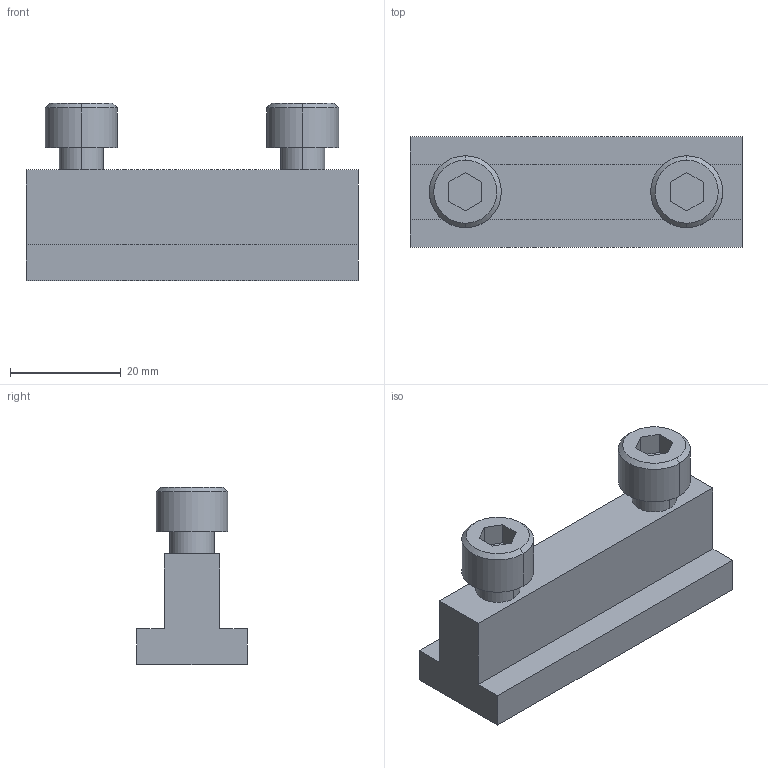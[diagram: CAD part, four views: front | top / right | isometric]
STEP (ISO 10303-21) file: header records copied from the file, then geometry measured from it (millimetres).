
FILE_DESCRIPTION(('Creo Elements/Direct Modeling STEP Export'),'2;1');
FILE_NAME('55.0043_Profilparallelverbinder-MMS-55_schwere_Ausführung.stp','2022-03-21T 8:06:12',(''),(''),'PTC Creo Elements/Direct Modeling STEP processor for AP214 (Solid Model)','PTC Creo Elements/Direct Modeling 19.0C 15-Aug-2015 (C) Parametric Technology GmbH','');
FILE_SCHEMA(('AUTOMOTIVE_DESIGN { 1 0 10303 214 1 1 1 1 }'));
Length unit declared in the file: millimetre
Products named in the file (3): Profilparallelverbinder-MMS-55_60x20x20-2xM8_96.4140_PX175945; Zylinderschraube-DIN912_M8x16-8.8-verz_10988_PX174500; Profilparallelverbinder-MMS-55_schwere_Ausführung_55.0043_PX175947
Assembly tree (3 placements, depth 2):
  Profilparallelverbinder-MMS-55_schwere_Ausführung_55.0043_PX175947
    Zylinderschraube-DIN912_M8x16-8.8-verz_10988_PX174500  x2
    Profilparallelverbinder-MMS-55_60x20x20-2xM8_96.4140_PX175945
Bounding box: 60 x 20 x 32 mm (x, y, z)
Volume: 17887.1 mm3; surface area: 8114.6 mm2
Topology: 3 solids, 3 shells, 58 faces, 128 edges, 80 vertices
Faces by surface type: plane 30, cone 16, cylinder 12
Entity records: 1175 total; most frequent: ORIENTED_EDGE 180, DIRECTION 178, CARTESIAN_POINT 176, EDGE_CURVE 90, VECTOR 62, LINE 62, AXIS2_PLACEMENT_3D 58, VERTEX_POINT 56
